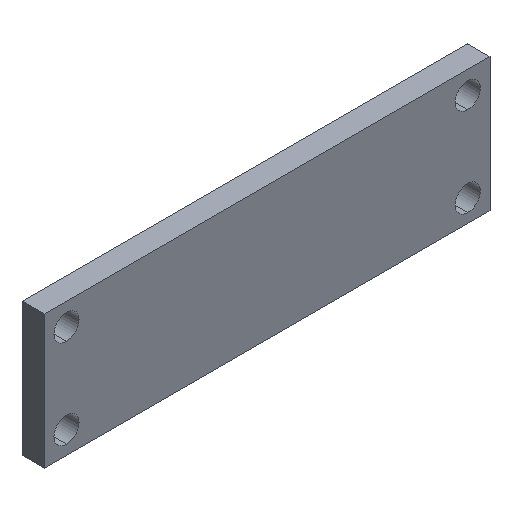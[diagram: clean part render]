
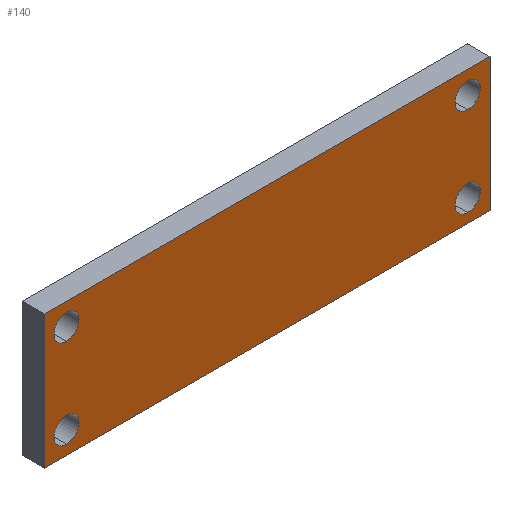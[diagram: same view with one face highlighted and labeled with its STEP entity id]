
A CAD part, isometric view. The second image highlights one B-rep face of the part: STEP entity #140.
In plain terms, the highlighted planar face has unit normal (0, -1, 0).
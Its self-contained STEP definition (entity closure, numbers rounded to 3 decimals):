
#9 = CARTESIAN_POINT ( 'NONE',  ( 38.07, 0., 11.13 ) ) ;
#11 = AXIS2_PLACEMENT_3D ( 'NONE', #45, #425, #90 ) ;
#14 = DIRECTION ( 'NONE',  ( 1., 0., 0. ) ) ;
#25 = CARTESIAN_POINT ( 'NONE',  ( 40.07, 0., 12. ) ) ;
#30 = CIRCLE ( 'NONE', #313, 1.13 ) ;
#31 = PLANE ( 'NONE',  #190 ) ;
#32 = VERTEX_POINT ( 'NONE', #490 ) ;
#44 = CARTESIAN_POINT ( 'NONE',  ( 0., 0., 0. ) ) ;
#45 = CARTESIAN_POINT ( 'NONE',  ( 38.07, 0., 10. ) ) ;
#51 = CARTESIAN_POINT ( 'NONE',  ( 2., 0., 11.13 ) ) ;
#53 = VERTEX_POINT ( 'NONE', #426 ) ;
#56 = DIRECTION ( 'NONE',  ( 0., 1., 0. ) ) ;
#58 = CARTESIAN_POINT ( 'NONE',  ( 2., 0., 0.87 ) ) ;
#68 = VERTEX_POINT ( 'NONE', #51 ) ;
#70 = EDGE_CURVE ( 'NONE', #489, #145, #433, .T. ) ;
#72 = ORIENTED_EDGE ( 'NONE', *, *, #280, .F. ) ;
#73 = EDGE_LOOP ( 'NONE', ( #167, #209 ) ) ;
#76 = CARTESIAN_POINT ( 'NONE',  ( 2., 0., 2. ) ) ;
#80 = DIRECTION ( 'NONE',  ( 0., 1., 0. ) ) ;
#90 = DIRECTION ( 'NONE',  ( 0., 0., 1. ) ) ;
#91 = CARTESIAN_POINT ( 'NONE',  ( 38.07, 0., 2. ) ) ;
#92 = EDGE_CURVE ( 'NONE', #68, #53, #30, .T. ) ;
#107 = CARTESIAN_POINT ( 'NONE',  ( 2., 0., 3.13 ) ) ;
#111 = CIRCLE ( 'NONE', #410, 1.13 ) ;
#116 = CARTESIAN_POINT ( 'NONE',  ( 0., 0., 0. ) ) ;
#120 = DIRECTION ( 'NONE',  ( 0., 0., 1. ) ) ;
#131 = VECTOR ( 'NONE', #14, 1000. ) ;
#132 = CARTESIAN_POINT ( 'NONE',  ( 0., 0., 12. ) ) ;
#133 = DIRECTION ( 'NONE',  ( 0., 0., 1. ) ) ;
#138 = ORIENTED_EDGE ( 'NONE', *, *, #331, .T. ) ;
#140 = ADVANCED_FACE ( 'NONE', ( #452, #187, #371, #408, #224 ), #31, .F. ) ;
#141 = DIRECTION ( 'NONE',  ( 0., 0., 1. ) ) ;
#145 = VERTEX_POINT ( 'NONE', #25 ) ;
#153 = ORIENTED_EDGE ( 'NONE', *, *, #184, .T. ) ;
#156 = DIRECTION ( 'NONE',  ( 0., 0., 1. ) ) ;
#159 = AXIS2_PLACEMENT_3D ( 'NONE', #347, #56, #390 ) ;
#162 = CARTESIAN_POINT ( 'NONE',  ( 0., 0., 0. ) ) ;
#167 = ORIENTED_EDGE ( 'NONE', *, *, #338, .T. ) ;
#171 = CIRCLE ( 'NONE', #455, 1.13 ) ;
#176 = ORIENTED_EDGE ( 'NONE', *, *, #402, .T. ) ;
#179 = EDGE_LOOP ( 'NONE', ( #397, #153 ) ) ;
#184 = EDGE_CURVE ( 'NONE', #262, #471, #381, .T. ) ;
#185 = CARTESIAN_POINT ( 'NONE',  ( 0., 0., 0. ) ) ;
#187 = FACE_BOUND ( 'NONE', #260, .T. ) ;
#190 = AXIS2_PLACEMENT_3D ( 'NONE', #185, #296, #141 ) ;
#193 = CARTESIAN_POINT ( 'NONE',  ( 40.07, 0., 0. ) ) ;
#196 = LINE ( 'NONE', #193, #459 ) ;
#205 = CARTESIAN_POINT ( 'NONE',  ( 38.07, 0., 8.87 ) ) ;
#209 = ORIENTED_EDGE ( 'NONE', *, *, #92, .T. ) ;
#211 = ORIENTED_EDGE ( 'NONE', *, *, #428, .T. ) ;
#219 = DIRECTION ( 'NONE',  ( 0., 1., 0. ) ) ;
#224 = FACE_OUTER_BOUND ( 'NONE', #330, .T. ) ;
#225 = EDGE_LOOP ( 'NONE', ( #176, #138 ) ) ;
#240 = EDGE_CURVE ( 'NONE', #471, #262, #255, .T. ) ;
#248 = DIRECTION ( 'NONE',  ( 1., 0., 0. ) ) ;
#255 = CIRCLE ( 'NONE', #11, 1.13 ) ;
#257 = EDGE_CURVE ( 'NONE', #495, #32, #111, .T. ) ;
#260 = EDGE_LOOP ( 'NONE', ( #444, #314 ) ) ;
#262 = VERTEX_POINT ( 'NONE', #9 ) ;
#263 = DIRECTION ( 'NONE',  ( 0., 0., 1. ) ) ;
#265 = AXIS2_PLACEMENT_3D ( 'NONE', #298, #337, #263 ) ;
#270 = CARTESIAN_POINT ( 'NONE',  ( 2., 0., 10. ) ) ;
#272 = CIRCLE ( 'NONE', #265, 1.13 ) ;
#275 = CARTESIAN_POINT ( 'NONE',  ( 40.07, 0., 0. ) ) ;
#276 = DIRECTION ( 'NONE',  ( 0., 1., 0. ) ) ;
#278 = VECTOR ( 'NONE', #248, 1000. ) ;
#280 = EDGE_CURVE ( 'NONE', #336, #489, #356, .T. ) ;
#296 = DIRECTION ( 'NONE',  ( 0., 1., 0. ) ) ;
#298 = CARTESIAN_POINT ( 'NONE',  ( 38.07, 0., 2. ) ) ;
#310 = VECTOR ( 'NONE', #442, 1000. ) ;
#313 = AXIS2_PLACEMENT_3D ( 'NONE', #318, #322, #133 ) ;
#314 = ORIENTED_EDGE ( 'NONE', *, *, #315, .T. ) ;
#315 = EDGE_CURVE ( 'NONE', #32, #495, #272, .T. ) ;
#318 = CARTESIAN_POINT ( 'NONE',  ( 2., 0., 10. ) ) ;
#322 = DIRECTION ( 'NONE',  ( 0., 1., 0. ) ) ;
#323 = CIRCLE ( 'NONE', #396, 1.13 ) ;
#326 = CARTESIAN_POINT ( 'NONE',  ( 38.07, 0., 0.87 ) ) ;
#330 = EDGE_LOOP ( 'NONE', ( #482, #374, #72, #211 ) ) ;
#331 = EDGE_CURVE ( 'NONE', #345, #453, #323, .T. ) ;
#334 = DIRECTION ( 'NONE',  ( 0., 0., 1. ) ) ;
#336 = VERTEX_POINT ( 'NONE', #116 ) ;
#337 = DIRECTION ( 'NONE',  ( 0., 1., 0. ) ) ;
#338 = EDGE_CURVE ( 'NONE', #53, #68, #171, .T. ) ;
#345 = VERTEX_POINT ( 'NONE', #107 ) ;
#347 = CARTESIAN_POINT ( 'NONE',  ( 38.07, 0., 10. ) ) ;
#348 = DIRECTION ( 'NONE',  ( 0., 1., 0. ) ) ;
#351 = EDGE_CURVE ( 'NONE', #404, #145, #196, .T. ) ;
#354 = DIRECTION ( 'NONE',  ( 0., 0., 1. ) ) ;
#356 = LINE ( 'NONE', #162, #310 ) ;
#371 = FACE_BOUND ( 'NONE', #179, .T. ) ;
#374 = ORIENTED_EDGE ( 'NONE', *, *, #70, .F. ) ;
#379 = DIRECTION ( 'NONE',  ( 0., 0., 1. ) ) ;
#381 = CIRCLE ( 'NONE', #159, 1.13 ) ;
#383 = CARTESIAN_POINT ( 'NONE',  ( 2., 0., 2. ) ) ;
#384 = LINE ( 'NONE', #44, #131 ) ;
#390 = DIRECTION ( 'NONE',  ( 0., 0., 1. ) ) ;
#391 = CARTESIAN_POINT ( 'NONE',  ( 0., 0., 12. ) ) ;
#396 = AXIS2_PLACEMENT_3D ( 'NONE', #76, #219, #379 ) ;
#397 = ORIENTED_EDGE ( 'NONE', *, *, #240, .T. ) ;
#402 = EDGE_CURVE ( 'NONE', #453, #345, #414, .T. ) ;
#404 = VERTEX_POINT ( 'NONE', #275 ) ;
#408 = FACE_BOUND ( 'NONE', #225, .T. ) ;
#410 = AXIS2_PLACEMENT_3D ( 'NONE', #91, #276, #354 ) ;
#414 = CIRCLE ( 'NONE', #432, 1.13 ) ;
#425 = DIRECTION ( 'NONE',  ( 0., 1., 0. ) ) ;
#426 = CARTESIAN_POINT ( 'NONE',  ( 2., 0., 8.87 ) ) ;
#428 = EDGE_CURVE ( 'NONE', #336, #404, #384, .T. ) ;
#432 = AXIS2_PLACEMENT_3D ( 'NONE', #383, #348, #156 ) ;
#433 = LINE ( 'NONE', #391, #278 ) ;
#442 = DIRECTION ( 'NONE',  ( 0., 0., 1. ) ) ;
#444 = ORIENTED_EDGE ( 'NONE', *, *, #257, .T. ) ;
#452 = FACE_BOUND ( 'NONE', #73, .T. ) ;
#453 = VERTEX_POINT ( 'NONE', #58 ) ;
#455 = AXIS2_PLACEMENT_3D ( 'NONE', #270, #80, #334 ) ;
#459 = VECTOR ( 'NONE', #120, 1000. ) ;
#471 = VERTEX_POINT ( 'NONE', #205 ) ;
#482 = ORIENTED_EDGE ( 'NONE', *, *, #351, .T. ) ;
#489 = VERTEX_POINT ( 'NONE', #132 ) ;
#490 = CARTESIAN_POINT ( 'NONE',  ( 38.07, 0., 3.13 ) ) ;
#495 = VERTEX_POINT ( 'NONE', #326 ) ;
